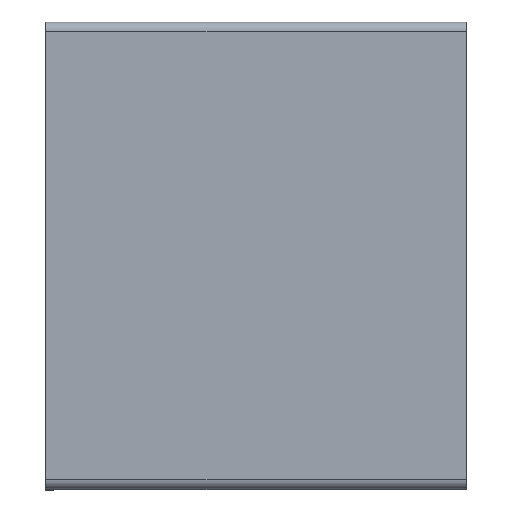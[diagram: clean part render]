
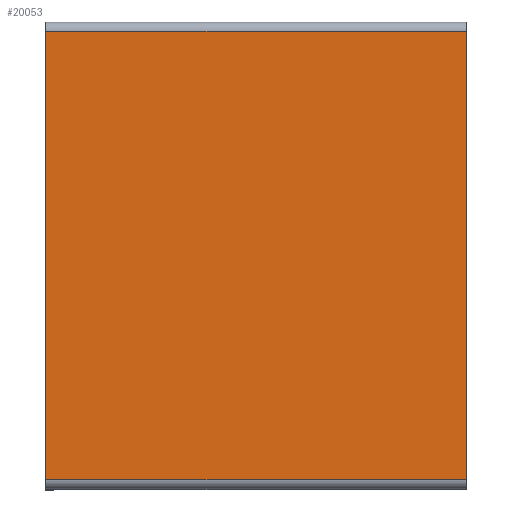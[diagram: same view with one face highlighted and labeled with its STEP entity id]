
A CAD part, top view. The second image highlights one B-rep face of the part: STEP entity #20053.
In plain terms, the highlighted planar face has unit normal (0, 0, 1).
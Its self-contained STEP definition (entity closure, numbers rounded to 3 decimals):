
#149 = DIRECTION ( 'NONE',  ( 0., 1., 0. ) ) ;
#244 = EDGE_CURVE ( 'NONE', #12508, #6396, #3591, .T. ) ;
#1590 = DIRECTION ( 'NONE',  ( 0., 1., 0. ) ) ;
#2482 = DIRECTION ( 'NONE',  ( 0., 0., -1. ) ) ;
#3361 = CARTESIAN_POINT ( 'NONE',  ( 9.832, 2.4, 4.85 ) ) ;
#3526 = CARTESIAN_POINT ( 'NONE',  ( 2.25, 2.4, 4.85 ) ) ;
#3591 = LINE ( 'NONE', #8362, #23737 ) ;
#3750 = VERTEX_POINT ( 'NONE', #10172 ) ;
#4089 = ORIENTED_EDGE ( 'NONE', *, *, #18949, .T. ) ;
#4708 = DIRECTION ( 'NONE',  ( 0., -1., 0. ) ) ;
#6396 = VERTEX_POINT ( 'NONE', #3526 ) ;
#7236 = FACE_OUTER_BOUND ( 'NONE', #20474, .T. ) ;
#8362 = CARTESIAN_POINT ( 'NONE',  ( 2.25, 2.5, 4.85 ) ) ;
#9313 = LINE ( 'NONE', #23356, #14344 ) ;
#9896 = VECTOR ( 'NONE', #17906, 1000. ) ;
#10172 = CARTESIAN_POINT ( 'NONE',  ( -2.25, -2.4, 4.85 ) ) ;
#10892 = VERTEX_POINT ( 'NONE', #16973 ) ;
#12078 = CARTESIAN_POINT ( 'NONE',  ( 9.832, 2.5, 4.85 ) ) ;
#12508 = VERTEX_POINT ( 'NONE', #27431 ) ;
#12654 = DIRECTION ( 'NONE',  ( -1., 0., 0. ) ) ;
#13746 = EDGE_CURVE ( 'NONE', #10892, #3750, #9313, .T. ) ;
#14108 = ORIENTED_EDGE ( 'NONE', *, *, #244, .T. ) ;
#14344 = VECTOR ( 'NONE', #4708, 1000. ) ;
#15292 = LINE ( 'NONE', #20339, #9896 ) ;
#16973 = CARTESIAN_POINT ( 'NONE',  ( -2.25, 2.4, 4.85 ) ) ;
#17906 = DIRECTION ( 'NONE',  ( 1., 0., 0. ) ) ;
#18949 = EDGE_CURVE ( 'NONE', #3750, #12508, #15292, .T. ) ;
#19142 = AXIS2_PLACEMENT_3D ( 'NONE', #12078, #2482, #149 ) ;
#20053 = ADVANCED_FACE ( 'NONE', ( #7236 ), #30201, .F. ) ;
#20339 = CARTESIAN_POINT ( 'NONE',  ( 2.25, -2.4, 4.85 ) ) ;
#20474 = EDGE_LOOP ( 'NONE', ( #14108, #25502, #23136, #4089 ) ) ;
#23136 = ORIENTED_EDGE ( 'NONE', *, *, #13746, .T. ) ;
#23356 = CARTESIAN_POINT ( 'NONE',  ( -2.25, 2.5, 4.85 ) ) ;
#23737 = VECTOR ( 'NONE', #1590, 1000. ) ;
#23863 = VECTOR ( 'NONE', #12654, 1000. ) ;
#24307 = LINE ( 'NONE', #3361, #23863 ) ;
#25502 = ORIENTED_EDGE ( 'NONE', *, *, #25705, .T. ) ;
#25705 = EDGE_CURVE ( 'NONE', #6396, #10892, #24307, .T. ) ;
#27431 = CARTESIAN_POINT ( 'NONE',  ( 2.25, -2.4, 4.85 ) ) ;
#30201 = PLANE ( 'NONE',  #19142 ) ;
